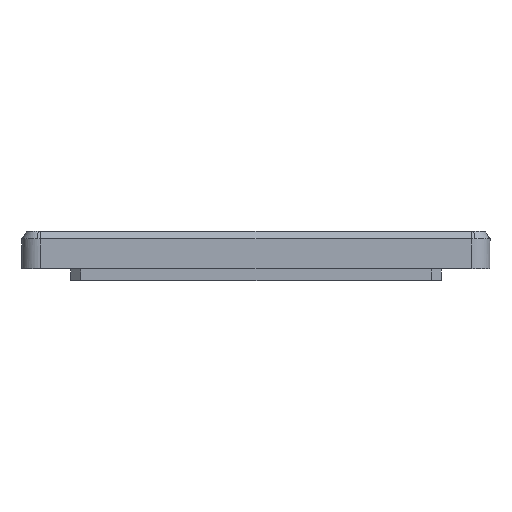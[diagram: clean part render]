
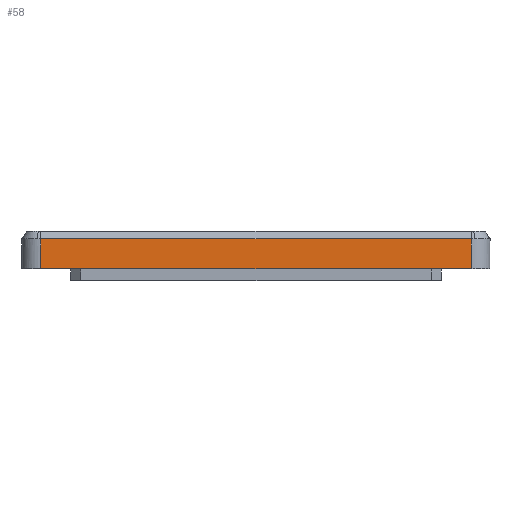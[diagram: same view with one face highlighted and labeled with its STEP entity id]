
A CAD part, front view. The second image highlights one B-rep face of the part: STEP entity #58.
In plain terms, the highlighted free-form (B-spline) face has degree [2, 1] with [3, 2] control points.
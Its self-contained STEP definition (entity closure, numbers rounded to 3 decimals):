
#58=ADVANCED_FACE('',(#222),#2724,.T.);
#222=FACE_OUTER_BOUND('',#394,.T.);
#394=EDGE_LOOP('',(#749,#750,#751,#752));
#749=ORIENTED_EDGE('',*,*,#1489,.T.);
#750=ORIENTED_EDGE('',*,*,#1427,.F.);
#751=ORIENTED_EDGE('',*,*,#1498,.F.);
#752=ORIENTED_EDGE('',*,*,#1497,.F.);
#1427=EDGE_CURVE('',#2309,#2310,#2001,.T.);
#1489=EDGE_CURVE('',#2365,#2310,#1899,.T.);
#1497=EDGE_CURVE('',#2365,#2370,#2037,.T.);
#1498=EDGE_CURVE('',#2370,#2309,#1902,.T.);
#1899=(
BOUNDED_CURVE()
B_SPLINE_CURVE(1,(#4351,#4352),.UNSPECIFIED.,.F.,.F.)
B_SPLINE_CURVE_WITH_KNOTS((2,2),(8.301,16.309),
 .UNSPECIFIED.)
CURVE()
GEOMETRIC_REPRESENTATION_ITEM()
RATIONAL_B_SPLINE_CURVE((1.,1.))
REPRESENTATION_ITEM('')
);
#1902=(
BOUNDED_CURVE()
B_SPLINE_CURVE(1,(#4379,#4380),.UNSPECIFIED.,.F.,.F.)
B_SPLINE_CURVE_WITH_KNOTS((2,2),(8.301,16.309),
 .UNSPECIFIED.)
CURVE()
GEOMETRIC_REPRESENTATION_ITEM()
RATIONAL_B_SPLINE_CURVE((1.,1.))
REPRESENTATION_ITEM('')
);
#2001=B_SPLINE_CURVE_WITH_KNOTS('',1,(#4180,#4181),.UNSPECIFIED.,.F.,.F.,
(2,2),(35.244,150.27),.UNSPECIFIED.);
#2037=B_SPLINE_CURVE_WITH_KNOTS('',1,(#4377,#4378),.UNSPECIFIED.,.F.,.F.,
(2,2),(22.333,65.482),.UNSPECIFIED.);
#2309=VERTEX_POINT('',#3892);
#2310=VERTEX_POINT('',#3893);
#2365=VERTEX_POINT('',#3948);
#2370=VERTEX_POINT('',#3953);
#2724=(
BOUNDED_SURFACE()
B_SPLINE_SURFACE(2,1,((#3154,#3155),(#3156,#3157),(#3158,#3159)),
 .UNSPECIFIED.,.F.,.F.,.F.)
B_SPLINE_SURFACE_WITH_KNOTS((3,3),(2,2),(-806.311,-673.855),
(8.301,16.309),.UNSPECIFIED.)
GEOMETRIC_REPRESENTATION_ITEM()
RATIONAL_B_SPLINE_SURFACE(((1.,1.),(1.,1.),(1.,1.)))
REPRESENTATION_ITEM('')
SURFACE()
);
#3154=CARTESIAN_POINT('',(57.513,-71.986,13.947));
#3155=CARTESIAN_POINT('',(57.513,-71.986,5.94));
#3156=CARTESIAN_POINT('',(0.,-71.986,13.947));
#3157=CARTESIAN_POINT('',(0.,-71.986,5.94));
#3158=CARTESIAN_POINT('',(-57.513,-71.986,13.947));
#3159=CARTESIAN_POINT('',(-57.513,-71.986,5.94));
#3892=CARTESIAN_POINT('',(57.513,-71.986,5.94));
#3893=CARTESIAN_POINT('',(-57.513,-71.986,5.94));
#3948=CARTESIAN_POINT('',(-57.513,-71.986,13.947));
#3953=CARTESIAN_POINT('',(57.513,-71.986,13.947));
#4180=CARTESIAN_POINT('',(57.513,-71.986,5.94));
#4181=CARTESIAN_POINT('',(-57.513,-71.986,5.94));
#4351=CARTESIAN_POINT('',(-57.513,-71.986,13.947));
#4352=CARTESIAN_POINT('',(-57.513,-71.986,5.94));
#4377=CARTESIAN_POINT('',(-57.513,-71.986,13.947));
#4378=CARTESIAN_POINT('',(57.513,-71.986,13.947));
#4379=CARTESIAN_POINT('',(57.513,-71.986,13.947));
#4380=CARTESIAN_POINT('',(57.513,-71.986,5.94));
